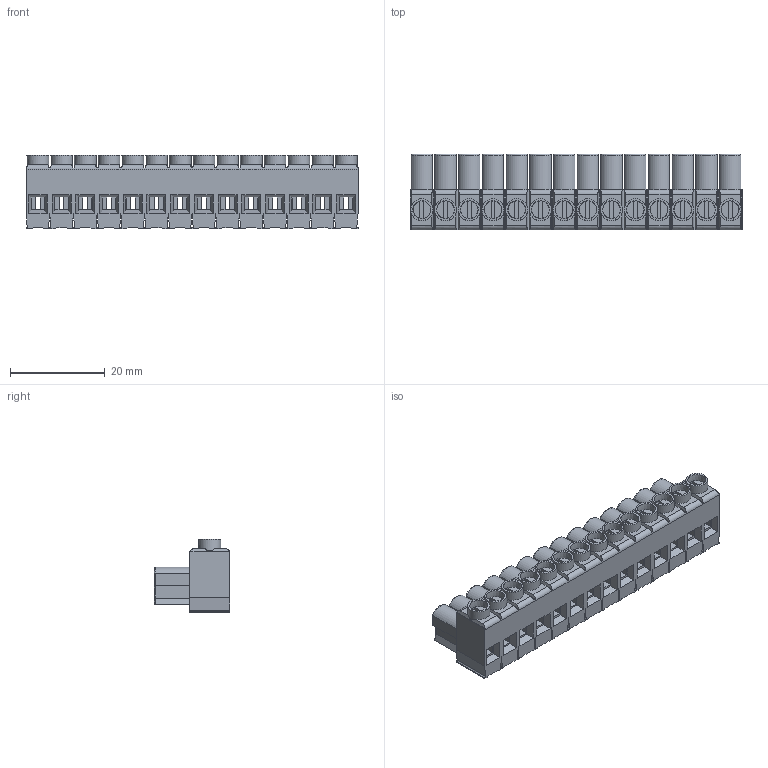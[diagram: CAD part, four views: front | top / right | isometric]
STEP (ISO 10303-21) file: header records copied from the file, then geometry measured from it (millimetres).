
FILE_DESCRIPTION(/* description */ ('Unknown'),/* implementation_level */ '2;1');
FILE_NAME(/* name */ '691385700014',/* time_stamp */ '2016-06-14T16:22:32+02:00',/* author */ ('Unknown'),/* organization */ ('Unknown'),/* preprocessor_version */ 'ST-DEVELOPER v16.7',/* originating_system */ 'DEX',/* authorisation */ $);
FILE_SCHEMA (('AUTOMOTIVE_DESIGN {1 0 10303 214 3 1 1}'));
Length unit declared in the file: millimetre
Products named in the file (1): 691385700014
Bounding box: 70 x 16 x 15.5 mm (x, y, z)
Volume: 9053.3 mm3; surface area: 10063.8 mm2
Topology: 1 solids, 1 shells, 1047 faces, 2869 edges, 1838 vertices
Faces by surface type: plane 736, cylinder 283, cone 14, torus 14
Full cylindrical faces by diameter (mm): 4.6 x14
Entity records: 40912 total; most frequent: CARTESIAN_POINT 6679, ORIENTED_EDGE 5626, DIRECTION 5601, EDGE_CURVE 2813, LINE 2065, VECTOR 2065, VERTEX_POINT 1810, AXIS2_PLACEMENT_3D 1768
